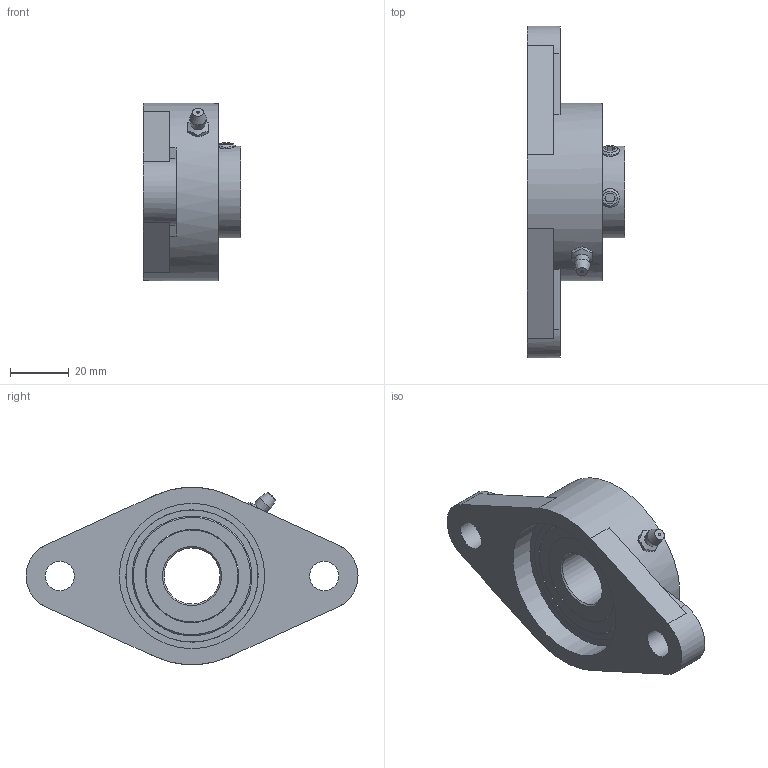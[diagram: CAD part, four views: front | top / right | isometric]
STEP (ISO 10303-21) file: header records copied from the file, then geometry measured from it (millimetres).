
FILE_DESCRIPTION(/* description */ (''),/* implementation_level */ '2;1');
FILE_NAME(/* name */ 'GE-18096.iam.stp',/* time_stamp */ '2018-01-01T11:23:26-08:00',/* author */ ('PhillipD'),/* organization */ (''),/* preprocessor_version */ 'ST-DEVELOPER v16.13',/* originating_system */ 'Autodesk Inventor 2018',/* authorisation */ '');
FILE_SCHEMA (('AUTOMOTIVE_DESIGN { 1 0 10303 214 3 1 1 }'));
Length unit declared in the file: inch
Products named in the file (3): GE-18096; GE-18096-1; GE-18096-2
Assembly tree (2 placements, depth 2):
  GE-18096
    GE-18096-1
    GE-18096-2
Bounding box: 33.08 x 112.71 x 60.13 mm (x, y, z)
Volume: 64696.1 mm3; surface area: 29881.9 mm2
Topology: 2 solids, 2 shells, 159 faces, 488 edges, 327 vertices
Faces by surface type: plane 57, sphere 32, cylinder 26, torus 26, cone 18
Full cylindrical faces by diameter (mm): 6 x2, 6.35 x4, 9.922 x2, 19.05 x1, 31.208 x2, 31.716 x2, 32.769 x1, 36.817 x1, 38.755 x2, 40.693 x4, 49.35 x2, 60.325 x1
Entity records: 6911 total; most frequent: CARTESIAN_POINT 3251, ORIENTED_EDGE 712, DIRECTION 652, EDGE_CURVE 356, AXIS2_PLACEMENT_3D 289, EDGE_LOOP 276, VERTEX_POINT 264, ADVANCED_FACE 156
